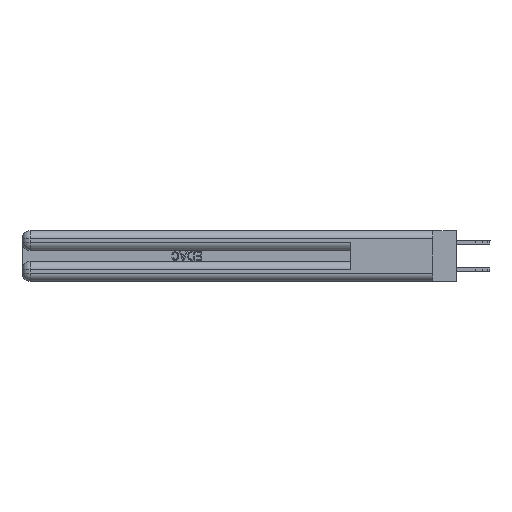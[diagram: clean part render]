
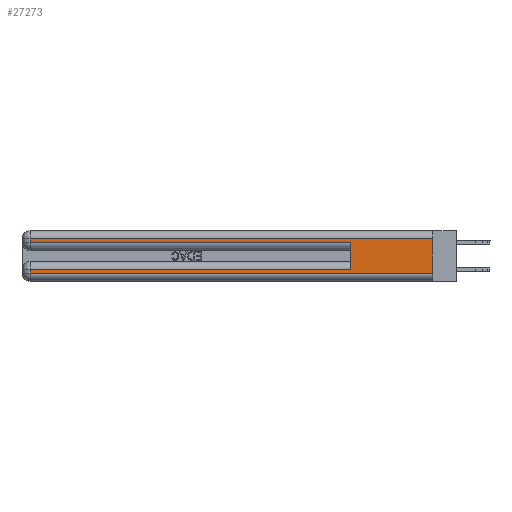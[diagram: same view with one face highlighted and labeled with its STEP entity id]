
A CAD part, left-side view. The second image highlights one B-rep face of the part: STEP entity #27273.
In plain terms, the highlighted planar face has unit normal (-1, 0, 0).
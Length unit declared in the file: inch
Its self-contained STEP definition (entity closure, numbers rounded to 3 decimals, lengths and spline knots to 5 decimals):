
#215 = DIRECTION ( 'NONE',  ( 0., 1., 0. ) ) ;
#729 = ORIENTED_EDGE ( 'NONE', *, *, #14770, .T. ) ;
#2268 = LINE ( 'NONE', #21255, #24337 ) ;
#3692 = VECTOR ( 'NONE', #25838, 39.37008 ) ;
#3741 = EDGE_CURVE ( 'NONE', #5026, #29893, #36363, .T. ) ;
#3743 = DIRECTION ( 'NONE',  ( 0., 0., -1. ) ) ;
#3912 = DIRECTION ( 'NONE',  ( 0., -1., 0. ) ) ;
#4303 = CARTESIAN_POINT ( 'NONE',  ( 0., 0., 0.085 ) ) ;
#5026 = VERTEX_POINT ( 'NONE', #35497 ) ;
#6474 = CARTESIAN_POINT ( 'NONE',  ( 0., 2.94, 0.37 ) ) ;
#6727 = EDGE_CURVE ( 'NONE', #13435, #13026, #14536, .T. ) ;
#8231 = ORIENTED_EDGE ( 'NONE', *, *, #15852, .T. ) ;
#8800 = CARTESIAN_POINT ( 'NONE',  ( 0., 0.6, 0.145 ) ) ;
#9695 = CARTESIAN_POINT ( 'NONE',  ( 0., 0., 0.285 ) ) ;
#9831 = LINE ( 'NONE', #9695, #36079 ) ;
#10161 = EDGE_CURVE ( 'NONE', #5026, #26160, #24949, .T. ) ;
#10353 = CARTESIAN_POINT ( 'NONE',  ( 0., 2.94, 0.37 ) ) ;
#10355 = ORIENTED_EDGE ( 'NONE', *, *, #18996, .T. ) ;
#10669 = ORIENTED_EDGE ( 'NONE', *, *, #11930, .T. ) ;
#11041 = FACE_OUTER_BOUND ( 'NONE', #25635, .T. ) ;
#11132 = CARTESIAN_POINT ( 'NONE',  ( 0., 0., 0.37 ) ) ;
#11690 = DIRECTION ( 'NONE',  ( 0., 0., -1. ) ) ;
#11930 = EDGE_CURVE ( 'NONE', #23067, #30489, #19650, .T. ) ;
#13003 = AXIS2_PLACEMENT_3D ( 'NONE', #11132, #17133, #26340 ) ;
#13026 = VERTEX_POINT ( 'NONE', #31383 ) ;
#13391 = DIRECTION ( 'NONE',  ( 0., 0., -1. ) ) ;
#13435 = VERTEX_POINT ( 'NONE', #33713 ) ;
#13839 = VECTOR ( 'NONE', #3743, 39.37008 ) ;
#14081 = CARTESIAN_POINT ( 'NONE',  ( 0., 2.94, 0.285 ) ) ;
#14536 = LINE ( 'NONE', #23884, #33270 ) ;
#14770 = EDGE_CURVE ( 'NONE', #29893, #23067, #17583, .T. ) ;
#15029 = VERTEX_POINT ( 'NONE', #14081 ) ;
#15852 = EDGE_CURVE ( 'NONE', #15029, #26160, #9831, .T. ) ;
#16873 = PLANE ( 'NONE',  #13003 ) ;
#17133 = DIRECTION ( 'NONE',  ( 1., 0., 0. ) ) ;
#17583 = LINE ( 'NONE', #6474, #13839 ) ;
#18439 = ORIENTED_EDGE ( 'NONE', *, *, #3741, .T. ) ;
#18870 = CARTESIAN_POINT ( 'NONE',  ( 0., 2.94, 0.085 ) ) ;
#18996 = EDGE_CURVE ( 'NONE', #13026, #15029, #36839, .T. ) ;
#19650 = LINE ( 'NONE', #28698, #3692 ) ;
#21255 = CARTESIAN_POINT ( 'NONE',  ( 0., 0., 0.37 ) ) ;
#21706 = EDGE_CURVE ( 'NONE', #13435, #30489, #2268, .T. ) ;
#22602 = VECTOR ( 'NONE', #36165, 39.37008 ) ;
#22866 = CARTESIAN_POINT ( 'NONE',  ( 0., 0.6, 0.285 ) ) ;
#23067 = VERTEX_POINT ( 'NONE', #23676 ) ;
#23676 = CARTESIAN_POINT ( 'NONE',  ( 0., 2.94, 0.06 ) ) ;
#23884 = CARTESIAN_POINT ( 'NONE',  ( 0., 0., 0.31 ) ) ;
#24337 = VECTOR ( 'NONE', #11690, 39.37008 ) ;
#24949 = LINE ( 'NONE', #8800, #22602 ) ;
#25635 = EDGE_LOOP ( 'NONE', ( #30490, #33399, #10355, #8231, #33252, #18439, #729, #10669 ) ) ;
#25838 = DIRECTION ( 'NONE',  ( 0., -1., 0. ) ) ;
#26160 = VERTEX_POINT ( 'NONE', #22866 ) ;
#26340 = DIRECTION ( 'NONE',  ( 0., 0., -1. ) ) ;
#27273 = ADVANCED_FACE ( 'NONE', ( #11041 ), #16873, .F. ) ;
#27338 = CARTESIAN_POINT ( 'NONE',  ( 0., 0., 0.06 ) ) ;
#28021 = DIRECTION ( 'NONE',  ( 0., 1., 0. ) ) ;
#28698 = CARTESIAN_POINT ( 'NONE',  ( 0., 0., 0.06 ) ) ;
#29799 = VECTOR ( 'NONE', #13391, 39.37008 ) ;
#29893 = VERTEX_POINT ( 'NONE', #18870 ) ;
#30255 = VECTOR ( 'NONE', #215, 39.37008 ) ;
#30489 = VERTEX_POINT ( 'NONE', #27338 ) ;
#30490 = ORIENTED_EDGE ( 'NONE', *, *, #21706, .F. ) ;
#31383 = CARTESIAN_POINT ( 'NONE',  ( 0., 2.94, 0.31 ) ) ;
#33252 = ORIENTED_EDGE ( 'NONE', *, *, #10161, .F. ) ;
#33270 = VECTOR ( 'NONE', #28021, 39.37008 ) ;
#33399 = ORIENTED_EDGE ( 'NONE', *, *, #6727, .T. ) ;
#33713 = CARTESIAN_POINT ( 'NONE',  ( 0., 0., 0.31 ) ) ;
#35497 = CARTESIAN_POINT ( 'NONE',  ( 0., 0.6, 0.085 ) ) ;
#36079 = VECTOR ( 'NONE', #3912, 39.37008 ) ;
#36165 = DIRECTION ( 'NONE',  ( 0., 0., 1. ) ) ;
#36363 = LINE ( 'NONE', #4303, #30255 ) ;
#36839 = LINE ( 'NONE', #10353, #29799 ) ;
